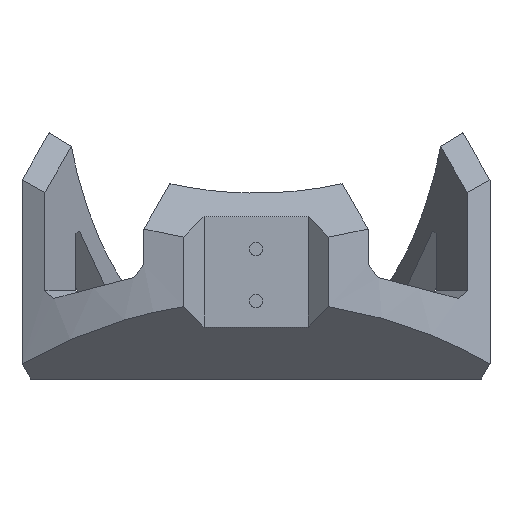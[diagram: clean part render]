
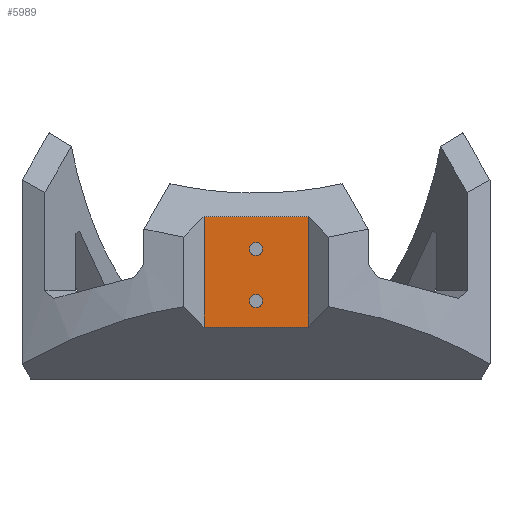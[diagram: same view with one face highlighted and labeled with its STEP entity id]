
A CAD part, left-side view. The second image highlights one B-rep face of the part: STEP entity #5989.
In plain terms, the highlighted planar face has unit normal (-1, 0, 0).
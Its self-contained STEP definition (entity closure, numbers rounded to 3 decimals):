
#487 = PLANE('',#488);
#488 = AXIS2_PLACEMENT_3D('',#489,#490,#491);
#489 = CARTESIAN_POINT('',(130.815,-200.,152.028));
#490 = DIRECTION('',(0.707,0.,-0.707));
#491 = DIRECTION('',(-0.707,0.,-0.707));
#560 = PLANE('',#561);
#561 = AXIS2_PLACEMENT_3D('',#562,#563,#564);
#562 = CARTESIAN_POINT('',(-85.,10.,0.));
#563 = DIRECTION('',(0.707,0.707,0.)
  );
#564 = DIRECTION('',(-0.707,0.707,0.)
  );
#618 = PLANE('',#619);
#619 = AXIS2_PLACEMENT_3D('',#620,#621,#622);
#620 = CARTESIAN_POINT('',(-90.,0.,-80.));
#621 = DIRECTION('',(0.707,-0.,0.707));
#622 = DIRECTION('',(0.707,0.,-0.707));
#1144 = VERTEX_POINT('',#1145);
#1145 = CARTESIAN_POINT('',(-85.,10.,-85.));
#1166 = EDGE_CURVE('',#1144,#1167,#1169,.T.);
#1167 = VERTEX_POINT('',#1168);
#1168 = CARTESIAN_POINT('',(-85.,-10.,-85.));
#1169 = SURFACE_CURVE('',#1170,(#1174,#1181),.PCURVE_S1.);
#1170 = LINE('',#1171,#1172);
#1171 = CARTESIAN_POINT('',(-85.,-5.,-85.));
#1172 = VECTOR('',#1173,1.);
#1173 = DIRECTION('',(-0.,-1.,0.));
#1174 = PCURVE('',#618,#1175);
#1175 = DEFINITIONAL_REPRESENTATION('',(#1176),#1180);
#1176 = LINE('',#1177,#1178);
#1177 = CARTESIAN_POINT('',(7.071,-5.));
#1178 = VECTOR('',#1179,1.);
#1179 = DIRECTION('',(-0.,-1.));
#1180 = ( GEOMETRIC_REPRESENTATION_CONTEXT(2) 
PARAMETRIC_REPRESENTATION_CONTEXT() REPRESENTATION_CONTEXT('2D SPACE',''
  ) );
#1181 = PCURVE('',#1182,#1187);
#1182 = PLANE('',#1183);
#1183 = AXIS2_PLACEMENT_3D('',#1184,#1185,#1186);
#1184 = CARTESIAN_POINT('',(-85.,-10.,0.));
#1185 = DIRECTION('',(1.,0.,0.));
#1186 = DIRECTION('',(0.,1.,0.));
#1187 = DEFINITIONAL_REPRESENTATION('',(#1188),#1192);
#1188 = LINE('',#1189,#1190);
#1189 = CARTESIAN_POINT('',(5.,-85.));
#1190 = VECTOR('',#1191,1.);
#1191 = DIRECTION('',(-1.,0.));
#1192 = ( GEOMETRIC_REPRESENTATION_CONTEXT(2) 
PARAMETRIC_REPRESENTATION_CONTEXT() REPRESENTATION_CONTEXT('2D SPACE',''
  ) );
#1210 = PLANE('',#1211);
#1211 = AXIS2_PLACEMENT_3D('',#1212,#1213,#1214);
#1212 = CARTESIAN_POINT('',(-95.,-20.,0.));
#1213 = DIRECTION('',(0.707,-0.707,0.
    ));
#1214 = DIRECTION('',(0.707,0.707,0.)
  );
#1301 = VERTEX_POINT('',#1302);
#1302 = CARTESIAN_POINT('',(-85.,10.,-63.787));
#1323 = EDGE_CURVE('',#1301,#1144,#1324,.T.);
#1324 = SURFACE_CURVE('',#1325,(#1329,#1336),.PCURVE_S1.);
#1325 = LINE('',#1326,#1327);
#1326 = CARTESIAN_POINT('',(-85.,10.,0.));
#1327 = VECTOR('',#1328,1.);
#1328 = DIRECTION('',(0.,0.,-1.));
#1329 = PCURVE('',#560,#1330);
#1330 = DEFINITIONAL_REPRESENTATION('',(#1331),#1335);
#1331 = LINE('',#1332,#1333);
#1332 = CARTESIAN_POINT('',(0.,0.));
#1333 = VECTOR('',#1334,1.);
#1334 = DIRECTION('',(0.,-1.));
#1335 = ( GEOMETRIC_REPRESENTATION_CONTEXT(2) 
PARAMETRIC_REPRESENTATION_CONTEXT() REPRESENTATION_CONTEXT('2D SPACE',''
  ) );
#1336 = PCURVE('',#1182,#1337);
#1337 = DEFINITIONAL_REPRESENTATION('',(#1338),#1342);
#1338 = LINE('',#1339,#1340);
#1339 = CARTESIAN_POINT('',(20.,0.));
#1340 = VECTOR('',#1341,1.);
#1341 = DIRECTION('',(0.,-1.));
#1342 = ( GEOMETRIC_REPRESENTATION_CONTEXT(2) 
PARAMETRIC_REPRESENTATION_CONTEXT() REPRESENTATION_CONTEXT('2D SPACE',''
  ) );
#1722 = VERTEX_POINT('',#1723);
#1723 = CARTESIAN_POINT('',(-85.,-10.,-63.787));
#1744 = EDGE_CURVE('',#1301,#1722,#1745,.T.);
#1745 = SURFACE_CURVE('',#1746,(#1750,#1757),.PCURVE_S1.);
#1746 = LINE('',#1747,#1748);
#1747 = CARTESIAN_POINT('',(-85.,-105.,-63.787));
#1748 = VECTOR('',#1749,1.);
#1749 = DIRECTION('',(-0.,-1.,0.));
#1750 = PCURVE('',#487,#1751);
#1751 = DEFINITIONAL_REPRESENTATION('',(#1752),#1756);
#1752 = LINE('',#1753,#1754);
#1753 = CARTESIAN_POINT('',(305.208,95.));
#1754 = VECTOR('',#1755,1.);
#1755 = DIRECTION('',(-0.,-1.));
#1756 = ( GEOMETRIC_REPRESENTATION_CONTEXT(2) 
PARAMETRIC_REPRESENTATION_CONTEXT() REPRESENTATION_CONTEXT('2D SPACE',''
  ) );
#1757 = PCURVE('',#1182,#1758);
#1758 = DEFINITIONAL_REPRESENTATION('',(#1759),#1763);
#1759 = LINE('',#1760,#1761);
#1760 = CARTESIAN_POINT('',(-95.,-63.787));
#1761 = VECTOR('',#1762,1.);
#1762 = DIRECTION('',(-1.,0.));
#1763 = ( GEOMETRIC_REPRESENTATION_CONTEXT(2) 
PARAMETRIC_REPRESENTATION_CONTEXT() REPRESENTATION_CONTEXT('2D SPACE',''
  ) );
#5966 = EDGE_CURVE('',#1722,#1167,#5967,.T.);
#5967 = SURFACE_CURVE('',#5968,(#5972,#5979),.PCURVE_S1.);
#5968 = LINE('',#5969,#5970);
#5969 = CARTESIAN_POINT('',(-85.,-10.,0.));
#5970 = VECTOR('',#5971,1.);
#5971 = DIRECTION('',(0.,0.,-1.));
#5972 = PCURVE('',#1210,#5973);
#5973 = DEFINITIONAL_REPRESENTATION('',(#5974),#5978);
#5974 = LINE('',#5975,#5976);
#5975 = CARTESIAN_POINT('',(14.142,0.));
#5976 = VECTOR('',#5977,1.);
#5977 = DIRECTION('',(0.,-1.));
#5978 = ( GEOMETRIC_REPRESENTATION_CONTEXT(2) 
PARAMETRIC_REPRESENTATION_CONTEXT() REPRESENTATION_CONTEXT('2D SPACE',''
  ) );
#5979 = PCURVE('',#1182,#5980);
#5980 = DEFINITIONAL_REPRESENTATION('',(#5981),#5985);
#5981 = LINE('',#5982,#5983);
#5982 = CARTESIAN_POINT('',(0.,0.));
#5983 = VECTOR('',#5984,1.);
#5984 = DIRECTION('',(0.,-1.));
#5985 = ( GEOMETRIC_REPRESENTATION_CONTEXT(2) 
PARAMETRIC_REPRESENTATION_CONTEXT() REPRESENTATION_CONTEXT('2D SPACE',''
  ) );
#5989 = ADVANCED_FACE('',(#5990,#5996,#6031),#1182,.F.);
#5990 = FACE_BOUND('',#5991,.F.);
#5991 = EDGE_LOOP('',(#5992,#5993,#5994,#5995));
#5992 = ORIENTED_EDGE('',*,*,#1323,.F.);
#5993 = ORIENTED_EDGE('',*,*,#1744,.T.);
#5994 = ORIENTED_EDGE('',*,*,#5966,.T.);
#5995 = ORIENTED_EDGE('',*,*,#1166,.F.);
#5996 = FACE_BOUND('',#5997,.F.);
#5997 = EDGE_LOOP('',(#5998));
#5998 = ORIENTED_EDGE('',*,*,#5999,.T.);
#5999 = EDGE_CURVE('',#6000,#6000,#6002,.T.);
#6000 = VERTEX_POINT('',#6001);
#6001 = CARTESIAN_POINT('',(-85.,1.25,-80.));
#6002 = SURFACE_CURVE('',#6003,(#6008,#6019),.PCURVE_S1.);
#6003 = CIRCLE('',#6004,1.25);
#6004 = AXIS2_PLACEMENT_3D('',#6005,#6006,#6007);
#6005 = CARTESIAN_POINT('',(-85.,0.,-80.));
#6006 = DIRECTION('',(-1.,0.,0.));
#6007 = DIRECTION('',(0.,1.,0.));
#6008 = PCURVE('',#1182,#6009);
#6009 = DEFINITIONAL_REPRESENTATION('',(#6010),#6018);
#6010 = ( BOUNDED_CURVE() B_SPLINE_CURVE(2,(#6011,#6012,#6013,#6014,
#6015,#6016,#6017),.UNSPECIFIED.,.T.,.F.) B_SPLINE_CURVE_WITH_KNOTS((1,2
    ,2,2,2,1),(-2.094,0.,2.094,4.189,
6.283,8.378),.UNSPECIFIED.) CURVE() 
GEOMETRIC_REPRESENTATION_ITEM() RATIONAL_B_SPLINE_CURVE((1.,0.5,1.,0.5,
1.,0.5,1.)) REPRESENTATION_ITEM('') );
#6011 = CARTESIAN_POINT('',(11.25,-80.));
#6012 = CARTESIAN_POINT('',(11.25,-82.165));
#6013 = CARTESIAN_POINT('',(9.375,-81.083));
#6014 = CARTESIAN_POINT('',(7.5,-80.));
#6015 = CARTESIAN_POINT('',(9.375,-78.917));
#6016 = CARTESIAN_POINT('',(11.25,-77.835));
#6017 = CARTESIAN_POINT('',(11.25,-80.));
#6018 = ( GEOMETRIC_REPRESENTATION_CONTEXT(2) 
PARAMETRIC_REPRESENTATION_CONTEXT() REPRESENTATION_CONTEXT('2D SPACE',''
  ) );
#6019 = PCURVE('',#6020,#6025);
#6020 = CYLINDRICAL_SURFACE('',#6021,1.25);
#6021 = AXIS2_PLACEMENT_3D('',#6022,#6023,#6024);
#6022 = CARTESIAN_POINT('',(-85.,0.,-80.));
#6023 = DIRECTION('',(-1.,0.,0.));
#6024 = DIRECTION('',(0.,1.,0.));
#6025 = DEFINITIONAL_REPRESENTATION('',(#6026),#6030);
#6026 = LINE('',#6027,#6028);
#6027 = CARTESIAN_POINT('',(0.,0.));
#6028 = VECTOR('',#6029,1.);
#6029 = DIRECTION('',(1.,0.));
#6030 = ( GEOMETRIC_REPRESENTATION_CONTEXT(2) 
PARAMETRIC_REPRESENTATION_CONTEXT() REPRESENTATION_CONTEXT('2D SPACE',''
  ) );
#6031 = FACE_BOUND('',#6032,.F.);
#6032 = EDGE_LOOP('',(#6033));
#6033 = ORIENTED_EDGE('',*,*,#6034,.T.);
#6034 = EDGE_CURVE('',#6035,#6035,#6037,.T.);
#6035 = VERTEX_POINT('',#6036);
#6036 = CARTESIAN_POINT('',(-85.,1.25,-70.));
#6037 = SURFACE_CURVE('',#6038,(#6043,#6054),.PCURVE_S1.);
#6038 = CIRCLE('',#6039,1.25);
#6039 = AXIS2_PLACEMENT_3D('',#6040,#6041,#6042);
#6040 = CARTESIAN_POINT('',(-85.,0.,-70.));
#6041 = DIRECTION('',(-1.,0.,0.));
#6042 = DIRECTION('',(0.,1.,0.));
#6043 = PCURVE('',#1182,#6044);
#6044 = DEFINITIONAL_REPRESENTATION('',(#6045),#6053);
#6045 = ( BOUNDED_CURVE() B_SPLINE_CURVE(2,(#6046,#6047,#6048,#6049,
#6050,#6051,#6052),.UNSPECIFIED.,.T.,.F.) B_SPLINE_CURVE_WITH_KNOTS((1,2
    ,2,2,2,1),(-2.094,0.,2.094,4.189,
6.283,8.378),.UNSPECIFIED.) CURVE() 
GEOMETRIC_REPRESENTATION_ITEM() RATIONAL_B_SPLINE_CURVE((1.,0.5,1.,0.5,
1.,0.5,1.)) REPRESENTATION_ITEM('') );
#6046 = CARTESIAN_POINT('',(11.25,-70.));
#6047 = CARTESIAN_POINT('',(11.25,-72.165));
#6048 = CARTESIAN_POINT('',(9.375,-71.083));
#6049 = CARTESIAN_POINT('',(7.5,-70.));
#6050 = CARTESIAN_POINT('',(9.375,-68.917));
#6051 = CARTESIAN_POINT('',(11.25,-67.835));
#6052 = CARTESIAN_POINT('',(11.25,-70.));
#6053 = ( GEOMETRIC_REPRESENTATION_CONTEXT(2) 
PARAMETRIC_REPRESENTATION_CONTEXT() REPRESENTATION_CONTEXT('2D SPACE',''
  ) );
#6054 = PCURVE('',#6055,#6060);
#6055 = CYLINDRICAL_SURFACE('',#6056,1.25);
#6056 = AXIS2_PLACEMENT_3D('',#6057,#6058,#6059);
#6057 = CARTESIAN_POINT('',(-85.,0.,-70.));
#6058 = DIRECTION('',(-1.,0.,0.));
#6059 = DIRECTION('',(0.,1.,0.));
#6060 = DEFINITIONAL_REPRESENTATION('',(#6061),#6065);
#6061 = LINE('',#6062,#6063);
#6062 = CARTESIAN_POINT('',(0.,0.));
#6063 = VECTOR('',#6064,1.);
#6064 = DIRECTION('',(1.,0.));
#6065 = ( GEOMETRIC_REPRESENTATION_CONTEXT(2) 
PARAMETRIC_REPRESENTATION_CONTEXT() REPRESENTATION_CONTEXT('2D SPACE',''
  ) );
